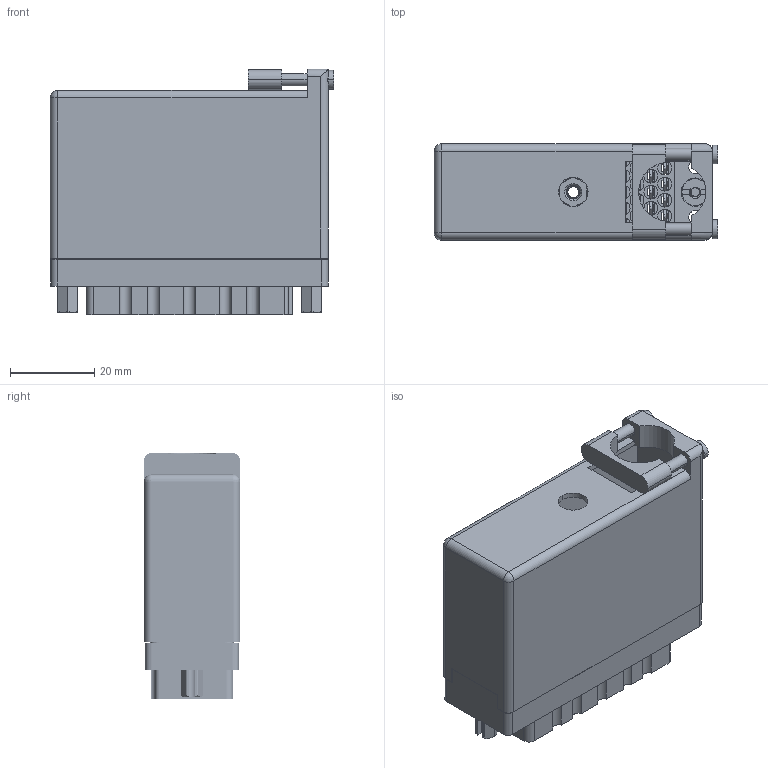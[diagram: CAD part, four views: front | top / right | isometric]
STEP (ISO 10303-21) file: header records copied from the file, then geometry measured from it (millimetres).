
FILE_DESCRIPTION (( 'STEP AP203' ), '1' );
FILE_NAME ('516-056-520-462.STEP', '2020-03-06T00:13:48', ( '' ), ( '' ), 'SwSTEP 2.0', 'SolidWorks 2016', '' );
FILE_SCHEMA (( 'CONFIG_CONTROL_DESIGN' ));
Length unit declared in the file: inch
Products named in the file (8): 516-230-001_Metal - 056 Top Entry; 516 Part Receptacle_056; 516-221-038-102_056; 516-056-520-462; 516-252-035-100_516-252-035-100; 516-292-001_520 Contact; 516-252-021-102_056; 516-221-038-102_057
Assembly tree (63 placements, depth 2):
  516-056-520-462
    516 Part Receptacle_056
    516-292-001_520 Contact  x56
    516-230-001_Metal - 056 Top Entry
    516-252-021-102_056  x2
    516-221-038-102_056
    516-252-035-100_516-252-035-100
    516-221-038-102_057
Bounding box: 67.31 x 22.83 x 58.34 mm (x, y, z)
Volume: 27158.5 mm3; surface area: 47084.7 mm2
Topology: 63 solids, 63 shells, 5581 faces, 16156 edges, 10714 vertices
Faces by surface type: plane 3336, cylinder 1829, bspline 370, cone 44, sphere 2
Entity records: 61975 total; most frequent: CARTESIAN_POINT 16663, ORIENTED_EDGE 9240, DIRECTION 8804, EDGE_CURVE 4620, LINE 3172, VECTOR 3172, VERTEX_POINT 3064, AXIS2_PLACEMENT_3D 2816
